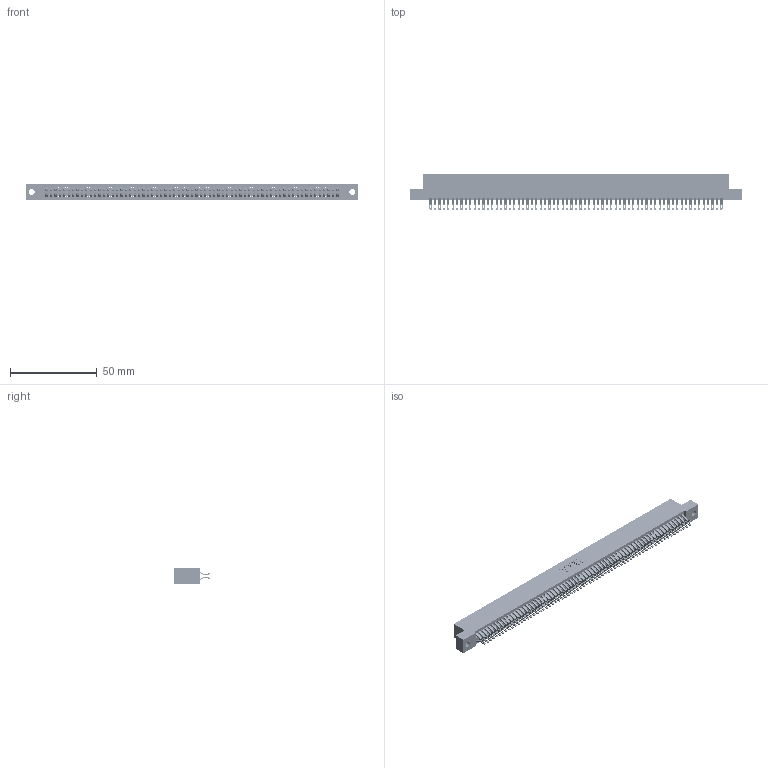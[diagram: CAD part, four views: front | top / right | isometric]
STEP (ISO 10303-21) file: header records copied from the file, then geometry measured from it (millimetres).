
FILE_DESCRIPTION (( 'STEP AP203' ), '1' );
FILE_NAME ('345-134-555-202.STEP', '2018-10-20T10:14:36', ( '' ), ( '' ), 'SwSTEP 2.0', 'SolidWorks 2016', '' );
FILE_SCHEMA (( 'CONFIG_CONTROL_DESIGN' ));
Length unit declared in the file: inch
Products named in the file (3): 345-134-555-202; 345-292-001_555 Tail; 345 Part_Flush Mounting Lugs - 0.128 Dia
Assembly tree (135 placements, depth 2):
  345-134-555-202
    345 Part_Flush Mounting Lugs - 0.128 Dia
    345-292-001_555 Tail  x134
Bounding box: 191.39 x 21.13 x 9.4 mm (x, y, z)
Volume: 19175.8 mm3; surface area: 29908.3 mm2
Topology: 135 solids, 135 shells, 7630 faces, 24059 edges, 16038 vertices
Faces by surface type: plane 4234, cylinder 3396
Entity records: 49533 total; most frequent: CARTESIAN_POINT 8314, ORIENTED_EDGE 8218, DIRECTION 7269, EDGE_CURVE 4109, LINE 3689, VECTOR 3689, VERTEX_POINT 2738, AXIS2_PLACEMENT_3D 1790
